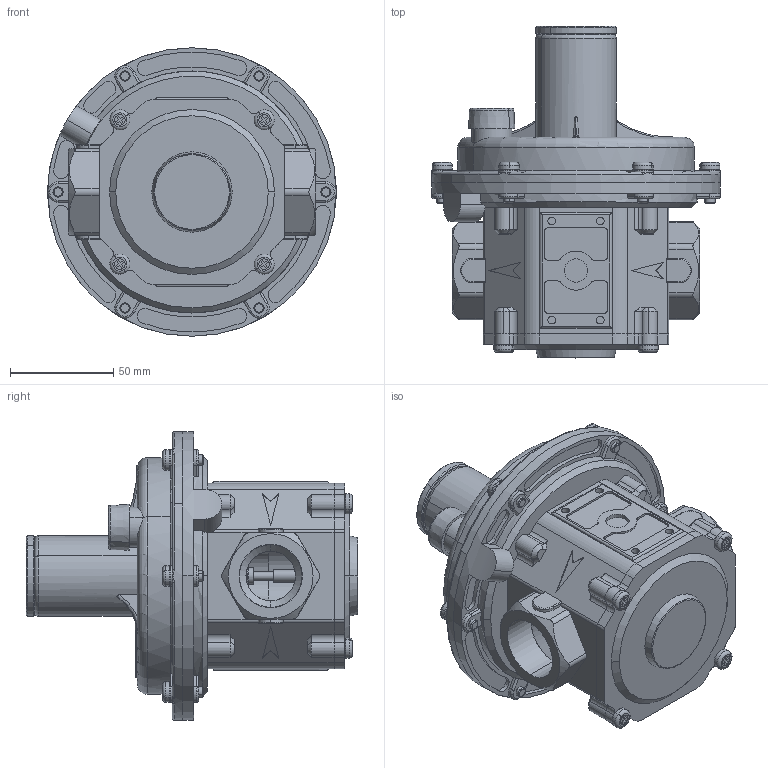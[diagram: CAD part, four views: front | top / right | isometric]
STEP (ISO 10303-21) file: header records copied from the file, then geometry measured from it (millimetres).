
FILE_DESCRIPTION (( 'STEP AP203' ), '1' );
FILE_NAME ('RLT25 0.7-2.1 Bar.STEP', '2022-06-09T11:08:31', ( '' ), ( '' ), 'SwSTEP 2.0', 'SolidWorks 2018', '' );
FILE_SCHEMA (( 'CONFIG_CONTROL_DESIGN' ));
Length unit declared in the file: millimetre
Products named in the file (26): 2.13.0026; 2.16.0028; 2.16.0019; 2.16.0034; 2.16.0021; 2.16.0022; 2.16.0046; 2.16.0020; RLT25 0.7-2.1 Bar; 2.16.0025; 2.16.0040; 2.16.0023; 2.16.0041; 2.16.0057; 2.16.0018; 2.16.0016; 2.13.0560; 2.16.0026; 2.16.0033; 2.13.0039; 2.16.0017; 2.16.0045; 2.16.0024; 2.16.0032; 2.16.0039; 2.16.0042
Assembly tree (44 placements, depth 2):
  RLT25 0.7-2.1 Bar
    2.13.0026
    2.13.0039
    2.13.0560  x14
    2.16.0023
    2.16.0016
    2.16.0017
    2.16.0018
    2.16.0019
    2.16.0020
    2.16.0021
    2.16.0022
    2.16.0024
    2.16.0025
    2.16.0026
    2.16.0028
    2.16.0034
    2.16.0039  x4
    2.16.0040
    2.16.0041  x2
    2.16.0042
    2.16.0045
    2.16.0046  x3
    2.16.0057
    2.16.0032
    2.16.0033
Bounding box: 140 x 161.1 x 140 mm (x, y, z)
Volume: 456887.8 mm3; surface area: 295429.7 mm2
Topology: 44 solids, 44 shells, 1762 faces, 4246 edges, 2709 vertices
Faces by surface type: cylinder 708, plane 691, cone 170, torus 159, bspline 25, sphere 9
Entity records: 48707 total; most frequent: CARTESIAN_POINT 13475, DIRECTION 7217, ORIENTED_EDGE 6408, EDGE_CURVE 3204, AXIS2_PLACEMENT_3D 2928, VERTEX_POINT 2049, CIRCLE 1601, EDGE_LOOP 1481
